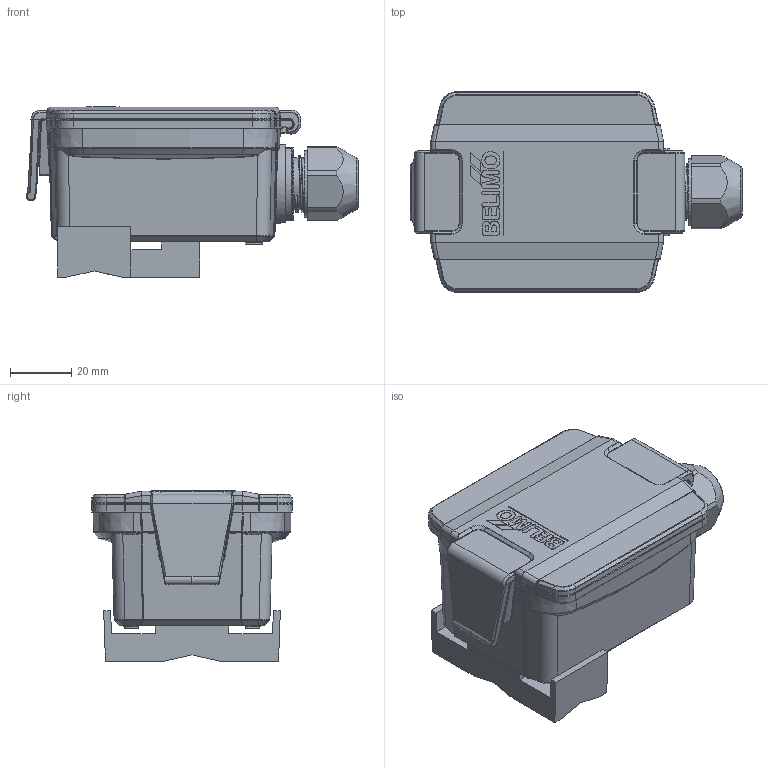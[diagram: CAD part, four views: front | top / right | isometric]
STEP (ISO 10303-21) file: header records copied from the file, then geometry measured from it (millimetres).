
FILE_DESCRIPTION(/* description */ (''),/* implementation_level */ '2;1');
FILE_NAME(/* name */ '01HT_1x.stp',/* time_stamp */ '2017-10-05T16:43:14+02:00',/* author */ (''),/* organization */ (''),/* preprocessor_version */ 'ST-DEVELOPER v11',/* originating_system */ 'SIEMENS UGS NX 6.0',/* authorisation */ '');
FILE_SCHEMA (('AUTOMOTIVE_DESIGN { 1 0 10303 214 1 1 1 1 }'));
Products named in the file (1): areg6DCBcnjp
Bounding box: 108.45 x 65.59 x 55.6 mm (x, y, z)
Volume: 95687.5 mm3; surface area: 68173.3 mm2
Topology: 15 solids, 16 shells, 2663 faces, 6280 edges, 3604 vertices
Faces by surface type: bspline 918, cylinder 647, plane 427, torus 325, cone 208, sphere 72, extrusion 66
Full cylindrical faces by diameter (mm): 2.8 x2, 5 x2, 6.4 x1, 8.4 x1, 8.5 x1, 10 x1, 10.5 x1, 14 x1, 15.2 x1, 16.95 x4, 17.2 x1, 21.8 x1, 22 x1, 22.5 x1
Entity records: 108688 total; most frequent: CARTESIAN_POINT 46716, ORIENTED_EDGE 12246, DIRECTION 10682, EDGE_CURVE 6123, AXIS2_PLACEMENT_3D 4484, VERTEX_POINT 3572, EDGE_LOOP 2755, ADVANCED_FACE 2658
